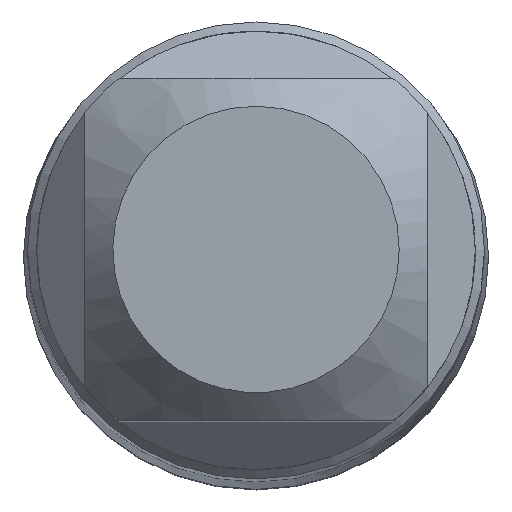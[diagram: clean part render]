
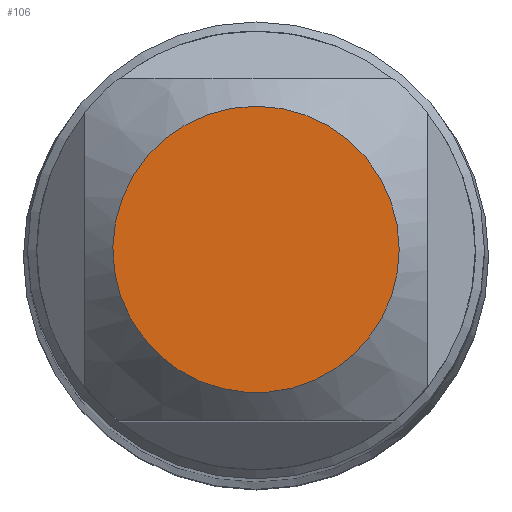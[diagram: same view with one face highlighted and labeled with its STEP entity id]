
A CAD part, top view. The second image highlights one B-rep face of the part: STEP entity #106.
In plain terms, the highlighted planar face has unit normal (0, 0, 1).
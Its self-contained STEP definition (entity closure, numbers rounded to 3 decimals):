
#70=PLANE('',#429);
#83=FACE_OUTER_BOUND('',#172,.T.);
#106=ADVANCED_FACE('',(#83),#70,.F.);
#172=EDGE_LOOP('',(#212));
#212=ORIENTED_EDGE('',*,*,#317,.T.);
#286=VERTEX_POINT('',#637);
#317=EDGE_CURVE('',#286,#286,#356,.T.);
#356=CIRCLE('',#428,1.88);
#428=AXIS2_PLACEMENT_3D('',#636,#496,#497);
#429=AXIS2_PLACEMENT_3D('',#638,#498,#499);
#496=DIRECTION('',(0.,0.,1.));
#497=DIRECTION('',(1.,0.,0.));
#498=DIRECTION('',(0.,0.,-1.));
#499=DIRECTION('',(-1.,0.,0.));
#636=CARTESIAN_POINT('',(0.,0.,0.));
#637=CARTESIAN_POINT('',(1.88,0.,0.));
#638=CARTESIAN_POINT('',(3.2,0.,0.));
